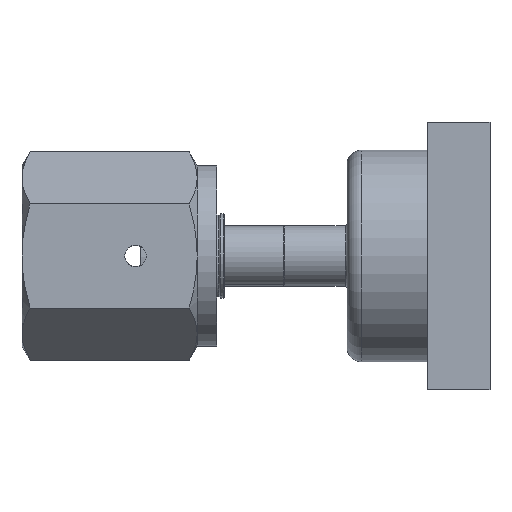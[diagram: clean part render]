
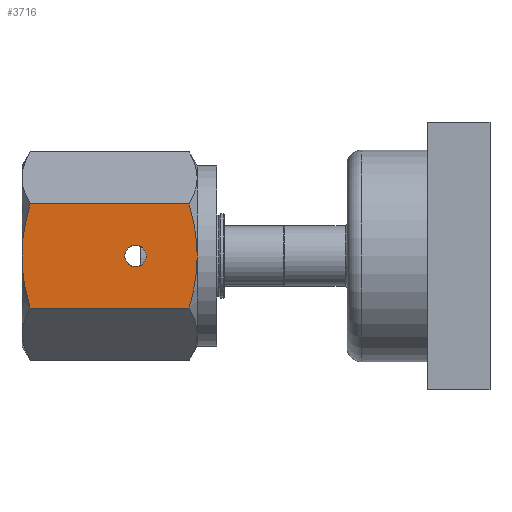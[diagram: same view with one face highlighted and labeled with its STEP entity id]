
A CAD part, left-side view. The second image highlights one B-rep face of the part: STEP entity #3716.
In plain terms, the highlighted face is planar.
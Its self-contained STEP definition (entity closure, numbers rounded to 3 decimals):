
#16 = FACE_BOUND ( 'NONE', #2136, .T. ) ;
#55 = CARTESIAN_POINT ( 'NONE',  ( 4.61, -9.525, 0.594 ) ) ;
#176 = EDGE_LOOP ( 'NONE', ( #900, #2970, #2081, #3211, #1414, #748 ) ) ;
#203 = DIRECTION ( 'NONE',  ( 0., 1., 0. ) ) ;
#306 = AXIS2_PLACEMENT_3D ( 'NONE', #344, #667, #1581 ) ;
#322 = ORIENTED_EDGE ( 'NONE', *, *, #902, .T. ) ;
#341 = CARTESIAN_POINT ( 'NONE',  ( 0., -9.525, 18.52 ) ) ;
#344 = CARTESIAN_POINT ( 'NONE',  ( -5.499, -9.525, 18.52 ) ) ;
#355 = CARTESIAN_POINT ( 'NONE',  ( 3.709, -9.525, 18.14 ) ) ;
#384 = CARTESIAN_POINT ( 'NONE',  ( 5.499, -9.525, 0.85 ) ) ;
#472 = CARTESIAN_POINT ( 'NONE',  ( -1.853, -9.525, 18.44 ) ) ;
#539 = CARTESIAN_POINT ( 'NONE',  ( -1.853, -9.525, 0.08 ) ) ;
#541 = EDGE_CURVE ( 'NONE', #2843, #1479, #1645, .T. ) ;
#588 = AXIS2_PLACEMENT_3D ( 'NONE', #2319, #1075, #771 ) ;
#667 = DIRECTION ( 'NONE',  ( 0., 1., 0. ) ) ;
#709 = CARTESIAN_POINT ( 'NONE',  ( 2.331, -9.525, 0.156 ) ) ;
#748 = ORIENTED_EDGE ( 'NONE', *, *, #541, .F. ) ;
#765 = CARTESIAN_POINT ( 'NONE',  ( 0., -9.525, 18.52 ) ) ;
#771 = DIRECTION ( 'NONE',  ( -1., 0., 0. ) ) ;
#772 = B_SPLINE_CURVE_WITH_KNOTS ( 'NONE', 3,
 ( #825, #1682, #3237, #472, #1444, #765 ),
 .UNSPECIFIED., .F., .F.,
 ( 4, 2, 4 ),
 ( 0.01, 0.013, 0.015 ),
 .UNSPECIFIED. ) ;
#825 = CARTESIAN_POINT ( 'NONE',  ( -5.499, -9.525, 17.67 ) ) ;
#826 = VERTEX_POINT ( 'NONE', #2847 ) ;
#899 = CARTESIAN_POINT ( 'NONE',  ( 5.499, -9.525, 0.85 ) ) ;
#900 = ORIENTED_EDGE ( 'NONE', *, *, #1131, .F. ) ;
#902 = EDGE_CURVE ( 'NONE', #826, #2604, #3550, .T. ) ;
#945 = EDGE_CURVE ( 'NONE', #2604, #826, #2184, .T. ) ;
#947 = LINE ( 'NONE', #2841, #3599 ) ;
#990 = CARTESIAN_POINT ( 'NONE',  ( 5.499, -9.525, 17.67 ) ) ;
#1030 = CARTESIAN_POINT ( 'NONE',  ( 0.931, -9.525, 0.02 ) ) ;
#1046 = CARTESIAN_POINT ( 'NONE',  ( 0., -9.525, 18.52 ) ) ;
#1075 = DIRECTION ( 'NONE',  ( 0., 1., 0. ) ) ;
#1131 = EDGE_CURVE ( 'NONE', #3272, #2843, #3655, .T. ) ;
#1266 = LINE ( 'NONE', #2156, #2256 ) ;
#1304 = EDGE_CURVE ( 'NONE', #3704, #3961, #772, .T. ) ;
#1317 = CARTESIAN_POINT ( 'NONE',  ( -1.145, -9.525, 12.01 ) ) ;
#1362 = CARTESIAN_POINT ( 'NONE',  ( 1.867, -9.525, 0.098 ) ) ;
#1414 = ORIENTED_EDGE ( 'NONE', *, *, #3689, .T. ) ;
#1444 = CARTESIAN_POINT ( 'NONE',  ( -0.929, -9.525, 18.52 ) ) ;
#1479 = VERTEX_POINT ( 'NONE', #3751 ) ;
#1487 = CARTESIAN_POINT ( 'NONE',  ( -4.605, -9.525, 0.592 ) ) ;
#1527 = EDGE_CURVE ( 'NONE', #3961, #3635, #2977, .T. ) ;
#1581 = DIRECTION ( 'NONE',  ( -1., 0., 0. ) ) ;
#1645 = B_SPLINE_CURVE_WITH_KNOTS ( 'NONE', 3,
 ( #2360, #3578, #539, #2989, #1487, #3848 ),
 .UNSPECIFIED., .F., .F.,
 ( 4, 2, 4 ),
 ( 0.01, 0.012, 0.015 ),
 .UNSPECIFIED. ) ;
#1682 = CARTESIAN_POINT ( 'NONE',  ( -4.605, -9.525, 17.928 ) ) ;
#1818 = EDGE_CURVE ( 'NONE', #3635, #3272, #1266, .T. ) ;
#1853 = CARTESIAN_POINT ( 'NONE',  ( 0., -9.525, 0. ) ) ;
#1931 = CARTESIAN_POINT ( 'NONE',  ( 0.465, -9.525, 18.52 ) ) ;
#1951 = CARTESIAN_POINT ( 'NONE',  ( 1.867, -9.525, 18.422 ) ) ;
#2081 = ORIENTED_EDGE ( 'NONE', *, *, #1527, .F. ) ;
#2094 = CARTESIAN_POINT ( 'NONE',  ( -5.499, -9.525, 17.67 ) ) ;
#2120 = DIRECTION ( 'NONE',  ( 0., 0., -1. ) ) ;
#2136 = EDGE_LOOP ( 'NONE', ( #2743, #322 ) ) ;
#2156 = CARTESIAN_POINT ( 'NONE',  ( 5.499, -9.525, 18.52 ) ) ;
#2169 = DIRECTION ( 'NONE',  ( 0., 0., -1. ) ) ;
#2184 = CIRCLE ( 'NONE', #588, 1.145 ) ;
#2205 = CARTESIAN_POINT ( 'NONE',  ( 2.331, -9.525, 18.364 ) ) ;
#2227 = CARTESIAN_POINT ( 'NONE',  ( 0., -9.525, 0. ) ) ;
#2248 = AXIS2_PLACEMENT_3D ( 'NONE', #3923, #203, #2681 ) ;
#2256 = VECTOR ( 'NONE', #2120, 1000. ) ;
#2319 = CARTESIAN_POINT ( 'NONE',  ( 0., -9.525, 12.01 ) ) ;
#2360 = CARTESIAN_POINT ( 'NONE',  ( 0., -9.525, 0. ) ) ;
#2475 = CARTESIAN_POINT ( 'NONE',  ( 5.499, -9.525, 17.67 ) ) ;
#2604 = VERTEX_POINT ( 'NONE', #1317 ) ;
#2681 = DIRECTION ( 'NONE',  ( -1., 0., 0. ) ) ;
#2743 = ORIENTED_EDGE ( 'NONE', *, *, #945, .T. ) ;
#2780 = CARTESIAN_POINT ( 'NONE',  ( 0.931, -9.525, 18.5 ) ) ;
#2837 = CARTESIAN_POINT ( 'NONE',  ( 4.61, -9.525, 17.926 ) ) ;
#2841 = CARTESIAN_POINT ( 'NONE',  ( -5.499, -9.525, 18.52 ) ) ;
#2843 = VERTEX_POINT ( 'NONE', #1853 ) ;
#2847 = CARTESIAN_POINT ( 'NONE',  ( 1.145, -9.525, 12.01 ) ) ;
#2878 = CARTESIAN_POINT ( 'NONE',  ( 0.465, -9.525, 0. ) ) ;
#2970 = ORIENTED_EDGE ( 'NONE', *, *, #1818, .F. ) ;
#2977 = B_SPLINE_CURVE_WITH_KNOTS ( 'NONE', 3,
 ( #341, #1931, #2780, #1951, #2205, #355, #2837, #2475 ),
 .UNSPECIFIED., .F., .F.,
 ( 4, 2, 2, 4 ),
 ( 0.015, 0.017, 0.018, 0.021 ),
 .UNSPECIFIED. ) ;
#2989 = CARTESIAN_POINT ( 'NONE',  ( -3.689, -9.525, 0.376 ) ) ;
#3110 = PLANE ( 'NONE',  #306 ) ;
#3211 = ORIENTED_EDGE ( 'NONE', *, *, #1304, .F. ) ;
#3237 = CARTESIAN_POINT ( 'NONE',  ( -3.689, -9.525, 18.144 ) ) ;
#3272 = VERTEX_POINT ( 'NONE', #899 ) ;
#3413 = FACE_OUTER_BOUND ( 'NONE', #176, .T. ) ;
#3434 = CARTESIAN_POINT ( 'NONE',  ( 3.709, -9.525, 0.38 ) ) ;
#3550 = CIRCLE ( 'NONE', #2248, 1.145 ) ;
#3578 = CARTESIAN_POINT ( 'NONE',  ( -0.929, -9.525, 0. ) ) ;
#3599 = VECTOR ( 'NONE', #2169, 1000. ) ;
#3635 = VERTEX_POINT ( 'NONE', #990 ) ;
#3655 = B_SPLINE_CURVE_WITH_KNOTS ( 'NONE', 3,
 ( #384, #55, #3434, #709, #1362, #1030, #2878, #2227 ),
 .UNSPECIFIED., .F., .F.,
 ( 4, 2, 2, 4 ),
 ( 0.004, 0.007, 0.008, 0.01 ),
 .UNSPECIFIED. ) ;
#3689 = EDGE_CURVE ( 'NONE', #3704, #1479, #947, .T. ) ;
#3704 = VERTEX_POINT ( 'NONE', #2094 ) ;
#3716 = ADVANCED_FACE ( 'NONE', ( #16, #3413 ), #3110, .F. ) ;
#3751 = CARTESIAN_POINT ( 'NONE',  ( -5.499, -9.525, 0.85 ) ) ;
#3848 = CARTESIAN_POINT ( 'NONE',  ( -5.499, -9.525, 0.85 ) ) ;
#3923 = CARTESIAN_POINT ( 'NONE',  ( 0., -9.525, 12.01 ) ) ;
#3961 = VERTEX_POINT ( 'NONE', #1046 ) ;
